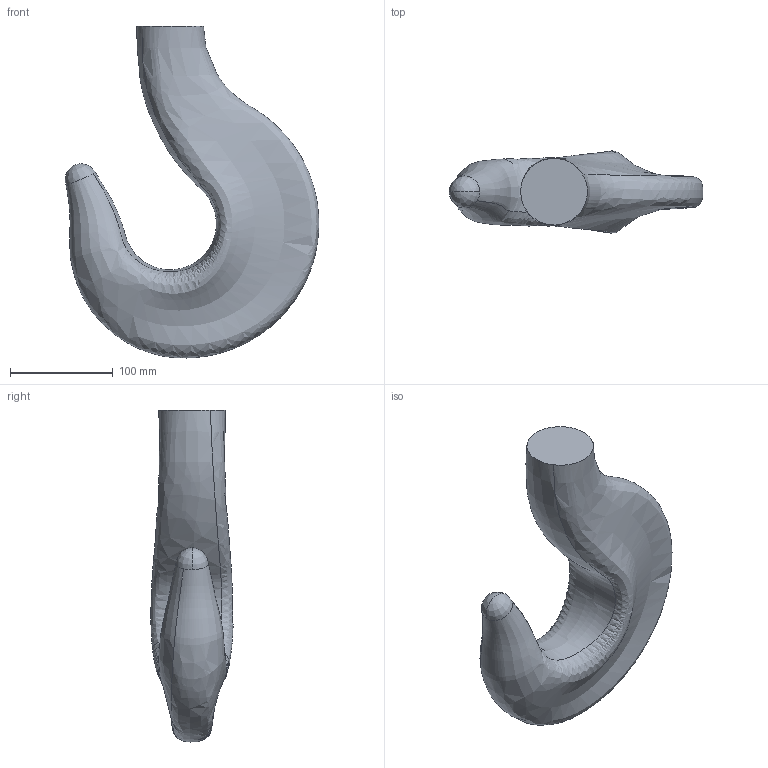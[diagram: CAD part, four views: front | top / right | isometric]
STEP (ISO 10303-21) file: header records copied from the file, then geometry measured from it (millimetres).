
FILE_DESCRIPTION(/* description */ (''),/* implementation_level */ '2;1');
FILE_NAME(/* name */ 'hook2',/* time_stamp */ '2016-10-31T11:29:21+01:00',/* author */ (''),/* organization */ (''),/* preprocessor_version */ 'ST-DEVELOPER v15',/* originating_system */ '',/* authorisation */ '');
FILE_SCHEMA (('CONFIG_CONTROL_DESIGN'));
Length unit declared in the file: millimetre
Products named in the file (1): Document
Bounding box: 247.3 x 80.08 x 323.47 mm (x, y, z)
Volume: 1952797.8 mm3; surface area: 130829.5 mm2
Topology: 1 solids, 1 shells, 5 faces, 12 edges, 7 vertices
Faces by surface type: bspline 5
Entity records: 8153 total; most frequent: CARTESIAN_POINT 7996, ORIENTED_EDGE 20, EDGE_CURVE 10, B_SPLINE_CURVE_WITH_KNOTS 10, VERTEX_POINT 7, ORGANIZATION 7, PERSON_AND_ORGANIZATION 7, ADVANCED_FACE 5
